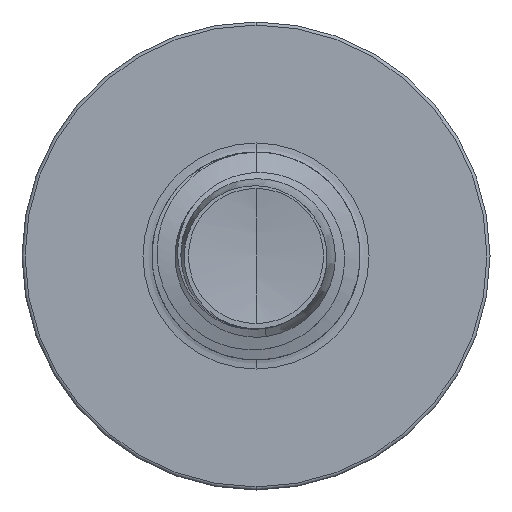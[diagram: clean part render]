
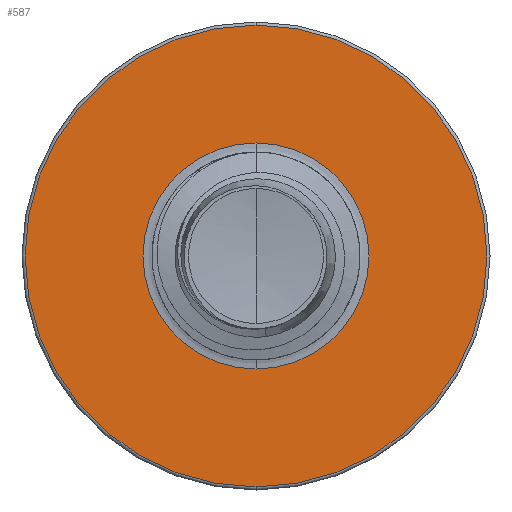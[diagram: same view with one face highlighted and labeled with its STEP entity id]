
A CAD part, front view. The second image highlights one B-rep face of the part: STEP entity #587.
In plain terms, the highlighted planar face has unit normal (0, -1, 0).
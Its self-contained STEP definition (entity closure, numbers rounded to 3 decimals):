
#587 = ADVANCED_FACE ( 'NONE', ( #932, #799 ), #11716, .F. ) ;
#799 = FACE_BOUND ( 'NONE', #3538, .T. ) ;
#932 = FACE_OUTER_BOUND ( 'NONE', #3621, .T. ) ;
#1004 = DIRECTION ( 'NONE',  ( 0., 0., 1. ) ) ;
#1026 = DIRECTION ( 'NONE',  ( 0., 1., 0. ) ) ;
#1050 = CARTESIAN_POINT ( 'NONE',  ( 0., 5.5, 0. ) ) ;
#2316 = CARTESIAN_POINT ( 'NONE',  ( 0., 5.5, -2.174 ) ) ;
#2516 = VERTEX_POINT ( 'NONE', #6366 ) ;
#2711 = CIRCLE ( 'NONE', #4585, 2.174 ) ;
#3538 = EDGE_LOOP ( 'NONE', ( #8194, #8307 ) ) ;
#3621 = EDGE_LOOP ( 'NONE', ( #14376, #13484 ) ) ;
#4108 = DIRECTION ( 'NONE',  ( 0., 0., 1. ) ) ;
#4110 = DIRECTION ( 'NONE',  ( 0., 1., 0. ) ) ;
#4133 = CARTESIAN_POINT ( 'NONE',  ( 0., 5.5, 0. ) ) ;
#4585 = AXIS2_PLACEMENT_3D ( 'NONE', #5794, #5775, #5747 ) ;
#5103 = CARTESIAN_POINT ( 'NONE',  ( 0., 5.5, 4.44 ) ) ;
#5290 = AXIS2_PLACEMENT_3D ( 'NONE', #6776, #6754, #6737 ) ;
#5747 = DIRECTION ( 'NONE',  ( 0., 0., 1. ) ) ;
#5775 = DIRECTION ( 'NONE',  ( 0., 1., 0. ) ) ;
#5794 = CARTESIAN_POINT ( 'NONE',  ( 0., 5.5, 0. ) ) ;
#6207 = CIRCLE ( 'NONE', #8155, 4.44 ) ;
#6272 = CARTESIAN_POINT ( 'NONE',  ( 0., 5.5, -4.44 ) ) ;
#6366 = CARTESIAN_POINT ( 'NONE',  ( 0., 5.5, 2.174 ) ) ;
#6737 = DIRECTION ( 'NONE',  ( 0., 0., 1. ) ) ;
#6754 = DIRECTION ( 'NONE',  ( 0., 1., 0. ) ) ;
#6776 = CARTESIAN_POINT ( 'NONE',  ( 0., 5.5, 0. ) ) ;
#8155 = AXIS2_PLACEMENT_3D ( 'NONE', #4133, #4110, #4108 ) ;
#8194 = ORIENTED_EDGE ( 'NONE', *, *, #13235, .T. ) ;
#8219 = CARTESIAN_POINT ( 'NONE',  ( 0., 5.5, -2.174 ) ) ;
#8307 = ORIENTED_EDGE ( 'NONE', *, *, #12416, .T. ) ;
#8735 = DIRECTION ( 'NONE',  ( 0., 0., 1. ) ) ;
#9133 = DIRECTION ( 'NONE',  ( 0., 1., 0. ) ) ;
#9658 = EDGE_CURVE ( 'NONE', #12438, #13931, #6207, .T. ) ;
#10781 = VERTEX_POINT ( 'NONE', #2316 ) ;
#11508 = CIRCLE ( 'NONE', #13251, 2.174 ) ;
#11518 = CIRCLE ( 'NONE', #5290, 4.44 ) ;
#11659 = AXIS2_PLACEMENT_3D ( 'NONE', #8219, #9133, #8735 ) ;
#11716 = PLANE ( 'NONE',  #11659 ) ;
#12183 = EDGE_CURVE ( 'NONE', #13931, #12438, #11518, .T. ) ;
#12416 = EDGE_CURVE ( 'NONE', #10781, #2516, #2711, .T. ) ;
#12438 = VERTEX_POINT ( 'NONE', #6272 ) ;
#13235 = EDGE_CURVE ( 'NONE', #2516, #10781, #11508, .T. ) ;
#13251 = AXIS2_PLACEMENT_3D ( 'NONE', #1050, #1026, #1004 ) ;
#13484 = ORIENTED_EDGE ( 'NONE', *, *, #9658, .F. ) ;
#13931 = VERTEX_POINT ( 'NONE', #5103 ) ;
#14376 = ORIENTED_EDGE ( 'NONE', *, *, #12183, .F. ) ;
